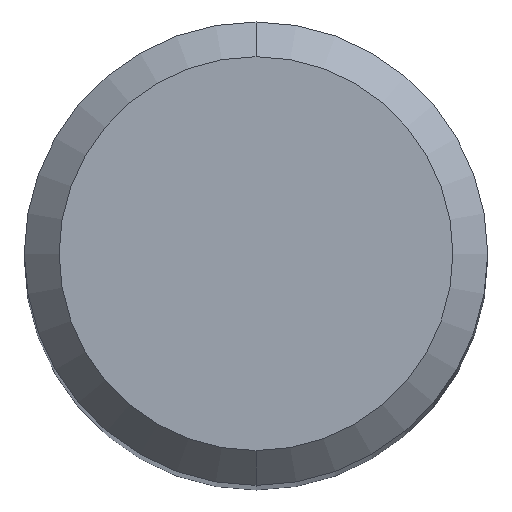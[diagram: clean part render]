
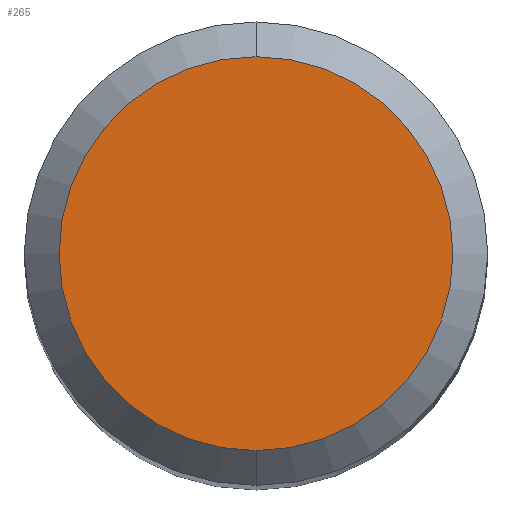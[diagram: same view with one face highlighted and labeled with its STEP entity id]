
A CAD part, top view. The second image highlights one B-rep face of the part: STEP entity #265.
In plain terms, the highlighted planar face has unit normal (0, 0, 1).
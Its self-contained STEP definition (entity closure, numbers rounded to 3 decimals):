
#265=ADVANCED_FACE('',(#657),#658,.T.);
#269=EDGE_CURVE('',#521,#493,#662,.T.);
#411=EDGE_CURVE('',#493,#521,#823,.T.);
#493=VERTEX_POINT('',#913);
#521=VERTEX_POINT('',#944);
#657=FACE_OUTER_BOUND('',#1101,.T.);
#658=PLANE('',#1102);
#662=CIRCLE('',#1113,1.7);
#823=CIRCLE('',#1408,1.7);
#913=CARTESIAN_POINT('',(0.0,1.7,0.0));
#944=CARTESIAN_POINT('',(0.,-1.7,0.0));
#1101=EDGE_LOOP('',(#1840,#1841));
#1102=AXIS2_PLACEMENT_3D('',#1842,#1843,#1844);
#1113=AXIS2_PLACEMENT_3D('',#1845,#1846,#1847);
#1408=AXIS2_PLACEMENT_3D('',#2052,#2053,#2054);
#1840=ORIENTED_EDGE('',*,*,#411,.F.);
#1841=ORIENTED_EDGE('',*,*,#269,.F.);
#1842=CARTESIAN_POINT('',(0.0,0.85,0.0));
#1843=DIRECTION('',(-0.0,0.0,1.0));
#1844=DIRECTION('',(0.0,-1.0,0.0));
#1845=CARTESIAN_POINT('',(0.0,0.0,0.0));
#1846=DIRECTION('',(0.0,0.0,-1.0));
#1847=DIRECTION('',(0.0,1.0,0.0));
#2052=CARTESIAN_POINT('',(0.0,0.0,0.0));
#2053=DIRECTION('',(0.0,0.0,-1.0));
#2054=DIRECTION('',(0.0,1.0,0.0));
